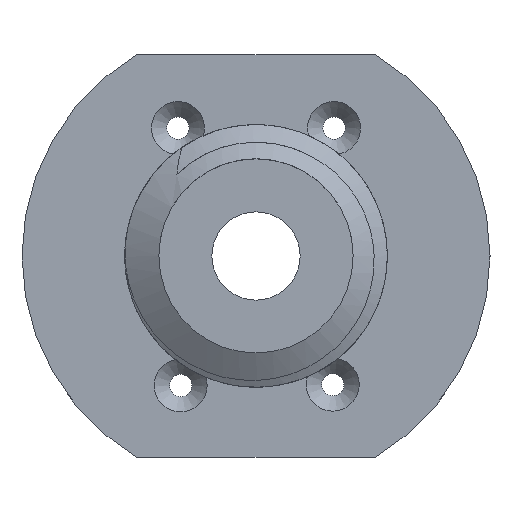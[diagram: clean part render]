
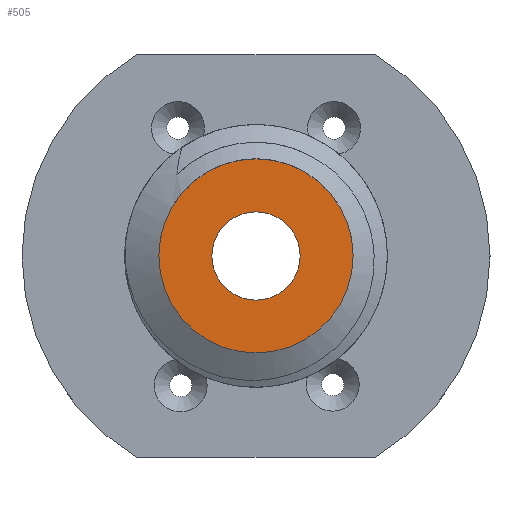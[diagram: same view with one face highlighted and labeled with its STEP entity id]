
A CAD part, top view. The second image highlights one B-rep face of the part: STEP entity #505.
In plain terms, the highlighted planar face has unit normal (0, 0, 1).
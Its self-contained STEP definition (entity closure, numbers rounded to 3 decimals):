
#30=FACE_BOUND('',#102,.T.);
#37=PLANE('',#576);
#65=FACE_OUTER_BOUND('',#101,.T.);
#101=EDGE_LOOP('',(#462));
#102=EDGE_LOOP('',(#463));
#132=CIRCLE('',#573,11.);
#133=CIRCLE('',#575,5.);
#243=VERTEX_POINT('',#1971);
#244=VERTEX_POINT('',#1975);
#315=EDGE_CURVE('',#243,#243,#132,.T.);
#316=EDGE_CURVE('',#244,#244,#133,.T.);
#462=ORIENTED_EDGE('',*,*,#315,.T.);
#463=ORIENTED_EDGE('',*,*,#316,.T.);
#505=ADVANCED_FACE('',(#65,#30),#37,.T.);
#573=AXIS2_PLACEMENT_3D('',#1973,#707,#708);
#575=AXIS2_PLACEMENT_3D('',#1976,#711,#712);
#576=AXIS2_PLACEMENT_3D('',#1978,#714,#715);
#707=DIRECTION('center_axis',(0.,0.,1.));
#708=DIRECTION('ref_axis',(1.,0.,0.));
#711=DIRECTION('center_axis',(0.,0.,-1.));
#712=DIRECTION('ref_axis',(1.,0.,0.));
#714=DIRECTION('center_axis',(0.,0.,1.));
#715=DIRECTION('ref_axis',(1.,0.,0.));
#1971=CARTESIAN_POINT('',(-11.,0.,3.5));
#1973=CARTESIAN_POINT('Origin',(0.,0.,3.5));
#1975=CARTESIAN_POINT('',(-5.,0.,3.5));
#1976=CARTESIAN_POINT('Origin',(0.,0.,3.5));
#1978=CARTESIAN_POINT('Origin',(0.,0.,3.5));
